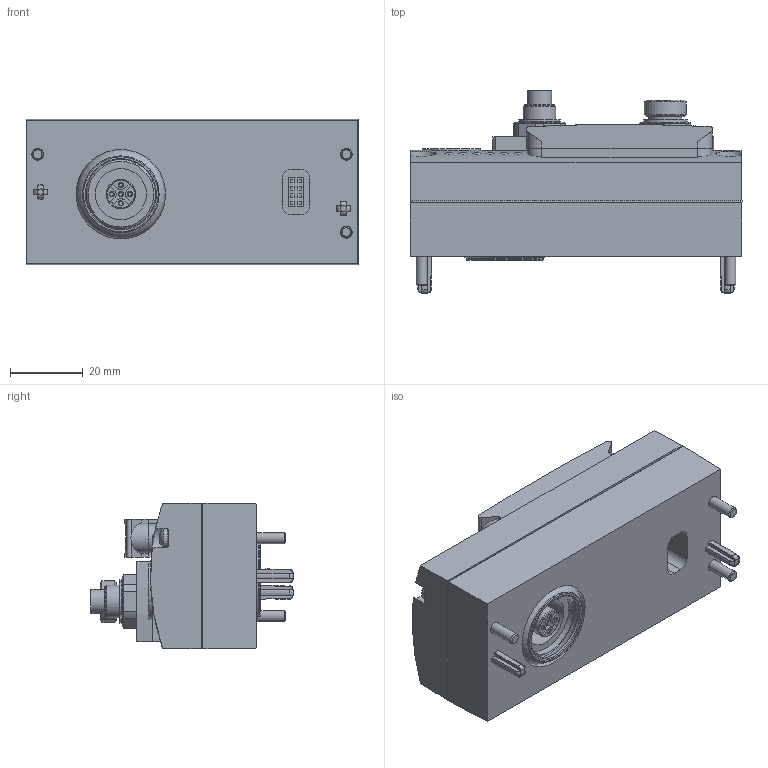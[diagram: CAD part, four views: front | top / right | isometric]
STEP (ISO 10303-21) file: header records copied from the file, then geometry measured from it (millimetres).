
FILE_DESCRIPTION(/* description */ ('STEP AP214'),/* implementation_level */ '2;1');
FILE_NAME(/* name */ '2149714_CTEU-CP',/* time_stamp */ '2024-08-09T16:03:33+02:00',/* author */ ('License CC BY-ND 4.0'),/* organization */ ('CADENAS'),/* preprocessor_version */ 'ST-DEVELOPER v19.3',/* originating_system */ 'PARTsolutions',/* authorisation */ ' ');
FILE_SCHEMA (('AUTOMOTIVE_DESIGN {1 0 10303 214 3 1 1}'));
Length unit declared in the file: millimetre
Products named in the file (6): 2149714 CTEU-CP; 2149714 CTEU-CP---(B_0); 356684 CTEU; 659765 DELTA PT WN5452 3x32; 1045165 CTMU-F14; 666579 F-M3x10-450
Assembly tree (8 placements, depth 2):
  2149714 CTEU-CP
    2149714 CTEU-CP---(B_0)
    356684 CTEU
    659765 DELTA PT WN5452 3x32  x3
    1045165 CTMU-F14
    666579 F-M3x10-450  x2
Bounding box: 91 x 55.4 x 40 mm (x, y, z)
Volume: 107338.4 mm3; surface area: 25742.4 mm2
Topology: 8 solids, 8 shells, 625 faces, 1501 edges, 975 vertices
Faces by surface type: plane 348, cylinder 172, cone 68, torus 32, sphere 5
Full cylindrical faces by diameter (mm): 1 x5, 1.1 x10, 2.3 x3, 2.459 x2, 2.6 x2, 3 x5, 3.3 x3, 3.5 x2, 5.6 x5, 6 x1, 6.05 x1, 6.5 x2, 6.6 x1, 6.85 x1, 7 x1, 7.5 x1, 8 x1, 8.2 x1, 8.315 x1, 8.459 x1, 9 x2, 11.5 x1, 14 x1, 16 x1, 18 x1, 19 x1, 21 x1, 21.5 x1, 24.5 x1
Entity records: 17820 total; most frequent: CARTESIAN_POINT 2921, DIRECTION 2423, ORIENTED_EDGE 2270, EDGE_CURVE 1135, AXIS2_PLACEMENT_3D 859, VERTEX_POINT 797, FACE_BOUND 714, EDGE_LOOP 712
